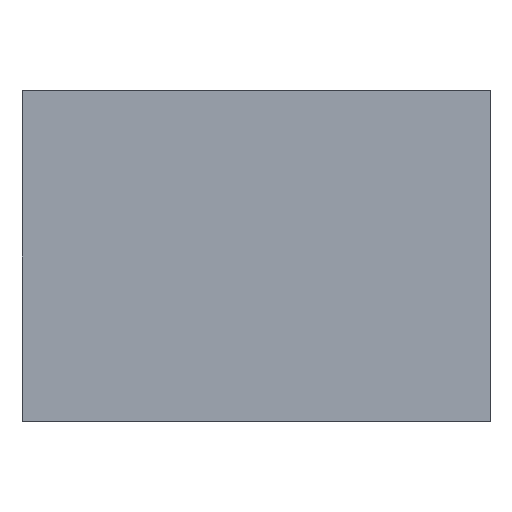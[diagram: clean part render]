
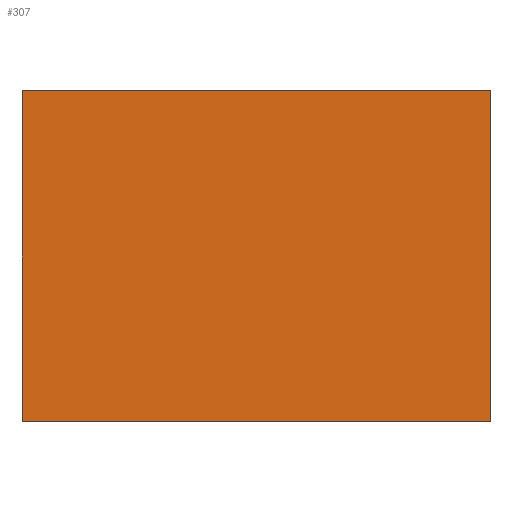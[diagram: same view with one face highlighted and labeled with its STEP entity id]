
A CAD part, top view. The second image highlights one B-rep face of the part: STEP entity #307.
In plain terms, the highlighted planar face has unit normal (0, 0, 1).
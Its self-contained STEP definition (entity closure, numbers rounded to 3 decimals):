
#82=ORIENTED_EDGE('',*,*,#122,.T.);
#83=ORIENTED_EDGE('',*,*,#126,.T.);
#84=ORIENTED_EDGE('',*,*,#129,.T.);
#85=ORIENTED_EDGE('',*,*,#132,.T.);
#122=EDGE_CURVE('',#154,#155,#182,.T.);
#126=EDGE_CURVE('',#155,#158,#186,.T.);
#129=EDGE_CURVE('',#158,#160,#189,.T.);
#132=EDGE_CURVE('',#160,#154,#192,.T.);
#154=VERTEX_POINT('',#484);
#155=VERTEX_POINT('',#485);
#158=VERTEX_POINT('',#493);
#160=VERTEX_POINT('',#499);
#182=LINE('',#483,#218);
#186=LINE('',#492,#222);
#189=LINE('',#498,#225);
#192=LINE('',#504,#228);
#218=VECTOR('',#404,1000.);
#222=VECTOR('',#410,1000.);
#225=VECTOR('',#415,1000.);
#228=VECTOR('',#420,1000.);
#253=EDGE_LOOP('',(#82,#83,#84,#85));
#271=FACE_BOUND('',#253,.T.);
#289=PLANE('',#365);
#307=ADVANCED_FACE('',(#271),#289,.T.);
#365=AXIS2_PLACEMENT_3D('',#507,#424,#425);
#404=DIRECTION('',(0.,-1.,0.));
#410=DIRECTION('',(1.,0.,0.));
#415=DIRECTION('',(0.,1.,0.));
#420=DIRECTION('',(-1.,0.,0.));
#424=DIRECTION('',(0.,0.,1.));
#425=DIRECTION('',(1.,0.,0.));
#483=CARTESIAN_POINT('',(-148.5,105.,0.));
#484=CARTESIAN_POINT('',(-148.5,105.,0.));
#485=CARTESIAN_POINT('',(-148.5,-105.,0.));
#492=CARTESIAN_POINT('',(-148.5,-105.,0.));
#493=CARTESIAN_POINT('',(148.5,-105.,0.));
#498=CARTESIAN_POINT('',(148.5,-105.,0.));
#499=CARTESIAN_POINT('',(148.5,105.,0.));
#504=CARTESIAN_POINT('',(148.5,105.,0.));
#507=CARTESIAN_POINT('',(-148.5,-105.,0.));
